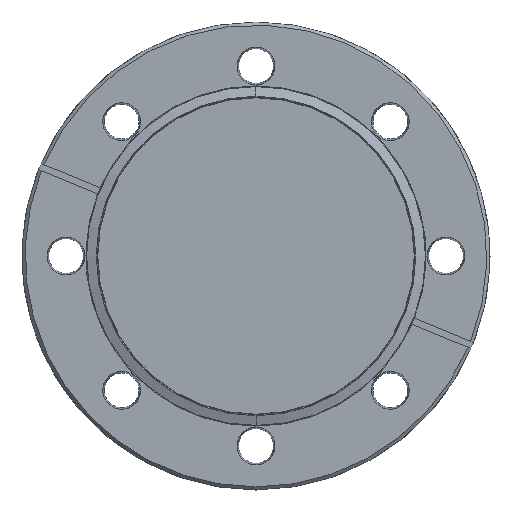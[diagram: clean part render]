
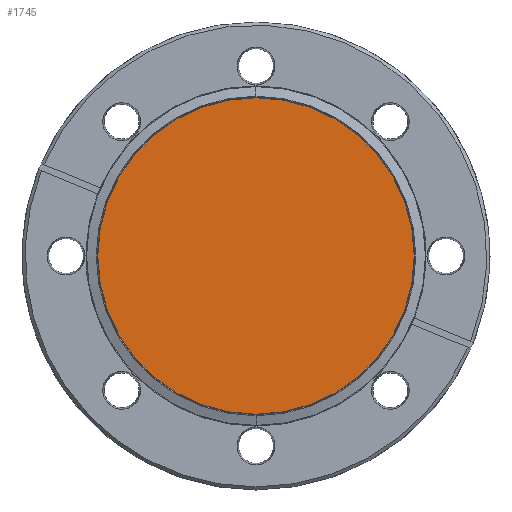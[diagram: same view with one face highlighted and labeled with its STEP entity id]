
A CAD part, left-side view. The second image highlights one B-rep face of the part: STEP entity #1745.
In plain terms, the highlighted planar face has unit normal (-1, 0, 0).
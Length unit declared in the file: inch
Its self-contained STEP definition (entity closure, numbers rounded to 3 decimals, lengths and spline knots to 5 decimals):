
#88 = DIRECTION ( 'NONE',  ( 0., 0., -1. ) ) ;
#234 = DIRECTION ( 'NONE',  ( 0., 0., -1. ) ) ;
#329 = AXIS2_PLACEMENT_3D ( 'NONE', #1949, #1999, #1445 ) ;
#390 = EDGE_CURVE ( 'NONE', #619, #1373, #848, .T. ) ;
#413 = PLANE ( 'NONE',  #1403 ) ;
#472 = CIRCLE ( 'NONE', #2061, 1.5114 ) ;
#619 = VERTEX_POINT ( 'NONE', #1574 ) ;
#714 = ORIENTED_EDGE ( 'NONE', *, *, #390, .T. ) ;
#848 = CIRCLE ( 'NONE', #329, 1.5114 ) ;
#938 = EDGE_LOOP ( 'NONE', ( #714, #1741 ) ) ;
#1120 = CARTESIAN_POINT ( 'NONE',  ( 0.051, 1.51559, 0. ) ) ;
#1179 = CARTESIAN_POINT ( 'NONE',  ( 0.051, 0., 1.5114 ) ) ;
#1243 = EDGE_CURVE ( 'NONE', #1373, #619, #472, .T. ) ;
#1297 = FACE_OUTER_BOUND ( 'NONE', #938, .T. ) ;
#1319 = CARTESIAN_POINT ( 'NONE',  ( 0.051, 0., 0. ) ) ;
#1373 = VERTEX_POINT ( 'NONE', #1179 ) ;
#1403 = AXIS2_PLACEMENT_3D ( 'NONE', #1120, #1826, #234 ) ;
#1445 = DIRECTION ( 'NONE',  ( 0., 0., -1. ) ) ;
#1574 = CARTESIAN_POINT ( 'NONE',  ( 0.051, 0., -1.5114 ) ) ;
#1741 = ORIENTED_EDGE ( 'NONE', *, *, #1243, .T. ) ;
#1745 = ADVANCED_FACE ( 'NONE', ( #1297 ), #413, .F. ) ;
#1826 = DIRECTION ( 'NONE',  ( 1., 0., 0. ) ) ;
#1949 = CARTESIAN_POINT ( 'NONE',  ( 0.051, 0., 0. ) ) ;
#1999 = DIRECTION ( 'NONE',  ( -1., 0., 0. ) ) ;
#2061 = AXIS2_PLACEMENT_3D ( 'NONE', #1319, #2189, #88 ) ;
#2189 = DIRECTION ( 'NONE',  ( -1., 0., 0. ) ) ;
